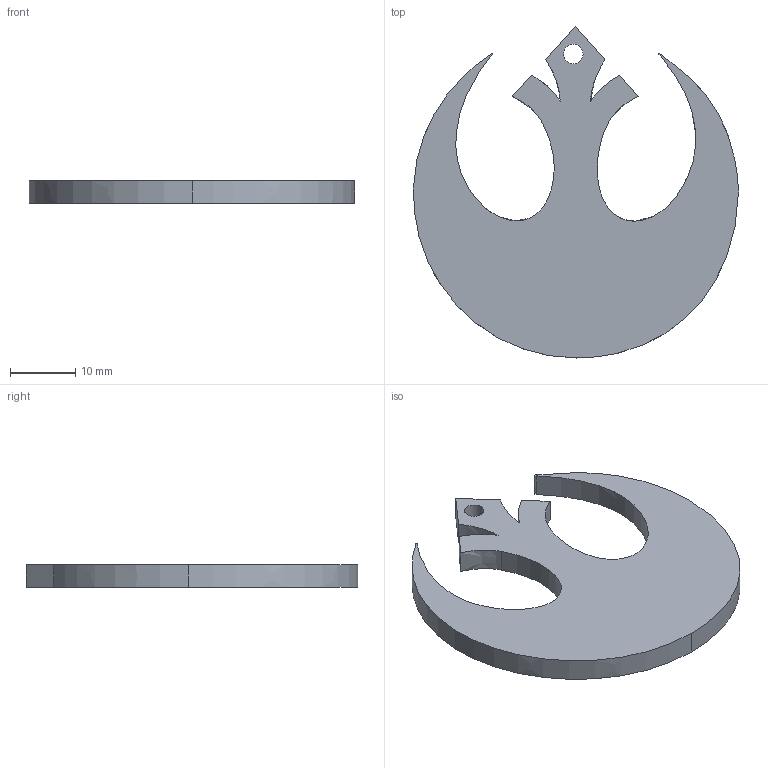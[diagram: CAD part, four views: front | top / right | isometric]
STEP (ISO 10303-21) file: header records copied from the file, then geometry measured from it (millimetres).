
FILE_DESCRIPTION(('FreeCAD Model'),'2;1');
FILE_NAME( 'rebel-alliance-v1.step' ,'2015-03-04T00:35:03',('FreeCAD'),('FreeCAD'), 'Open CASCADE STEP processor 6.3','FreeCAD','Unknown');
FILE_SCHEMA(('AUTOMOTIVE_DESIGN_CC2 { 1 2 10303 214 -1 1 5 4 }'));
Length unit declared in the file: millimetre
Products named in the file (1): keychain-hole
Bounding box: 49.99 x 51.04 x 3.5 mm (x, y, z)
Volume: 4670.6 mm3; surface area: 3725.4 mm2
Topology: 1 solids, 1 shells, 25 faces, 70 edges, 47 vertices
Faces by surface type: extrusion 22, plane 2, cylinder 1
Full cylindrical faces by diameter (mm): 3 x1
Entity records: 1844 total; most frequent: CARTESIAN_POINT 573, DIRECTION 155, ORIENTED_EDGE 140, PCURVE 140, DEFINITIONAL_REPRESENTATION 140, VECTOR 138, LINE 116, B_SPLINE_CURVE_WITH_KNOTS 110
